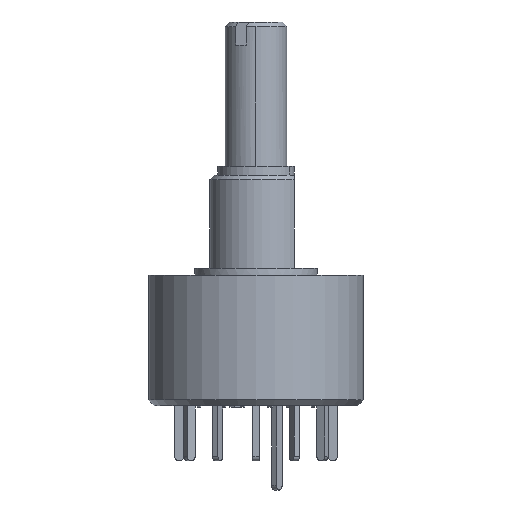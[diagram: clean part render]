
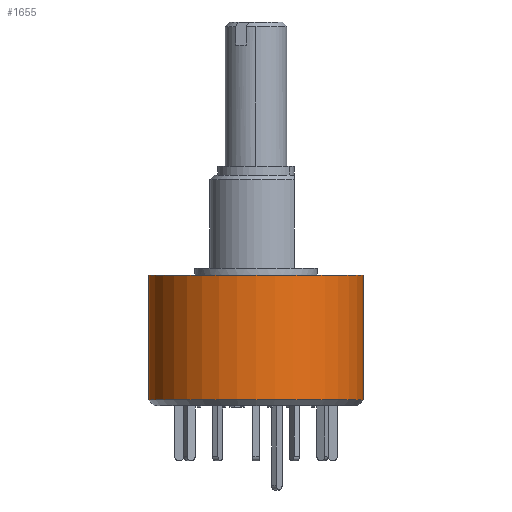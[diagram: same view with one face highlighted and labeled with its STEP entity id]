
A CAD part, left-side view. The second image highlights one B-rep face of the part: STEP entity #1655.
In plain terms, the highlighted cylindrical face has radius 7 mm (diameter 14 mm), a partial arc.
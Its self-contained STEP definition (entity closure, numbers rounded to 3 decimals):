
#104 = EDGE_CURVE ( 'NONE', #5846, #164, #5744, .T. ) ;
#164 = VERTEX_POINT ( 'NONE', #7262 ) ;
#288 = CARTESIAN_POINT ( 'NONE',  ( 0., 7., -0.45 ) ) ;
#363 = DIRECTION ( 'NONE',  ( 0., 0., 1. ) ) ;
#981 = ORIENTED_EDGE ( 'NONE', *, *, #18750, .F. ) ;
#1249 = VERTEX_POINT ( 'NONE', #13268 ) ;
#1581 = DIRECTION ( 'NONE',  ( 0., 0., -1. ) ) ;
#1655 = ADVANCED_FACE ( 'NONE', ( #3293 ), #11209, .T. ) ;
#2361 = DIRECTION ( 'NONE',  ( 0., 1., 0. ) ) ;
#3293 = FACE_OUTER_BOUND ( 'NONE', #15677, .T. ) ;
#3561 = DIRECTION ( 'NONE',  ( 0., -1., 0. ) ) ;
#4109 = ORIENTED_EDGE ( 'NONE', *, *, #17895, .T. ) ;
#4937 = CARTESIAN_POINT ( 'NONE',  ( 0., 0., -0.45 ) ) ;
#5744 = CIRCLE ( 'NONE', #11578, 7. ) ;
#5846 = VERTEX_POINT ( 'NONE', #12037 ) ;
#5936 = DIRECTION ( 'NONE',  ( 0., -1., 0. ) ) ;
#7262 = CARTESIAN_POINT ( 'NONE',  ( 0., -7., -0.45 ) ) ;
#7314 = VERTEX_POINT ( 'NONE', #8687 ) ;
#7417 = LINE ( 'NONE', #288, #18576 ) ;
#7469 = VECTOR ( 'NONE', #1581, 1000. ) ;
#7488 = DIRECTION ( 'NONE',  ( 0., 0., -1. ) ) ;
#7522 = DIRECTION ( 'NONE',  ( 0., 0., 1. ) ) ;
#8687 = CARTESIAN_POINT ( 'NONE',  ( 0., 7., -8.574 ) ) ;
#11209 = CYLINDRICAL_SURFACE ( 'NONE', #15848, 7. ) ;
#11578 = AXIS2_PLACEMENT_3D ( 'NONE', #16175, #7522, #5936 ) ;
#12037 = CARTESIAN_POINT ( 'NONE',  ( 0., 7., -0.45 ) ) ;
#12399 = EDGE_CURVE ( 'NONE', #5846, #7314, #7417, .T. ) ;
#13268 = CARTESIAN_POINT ( 'NONE',  ( 0., -7., -8.574 ) ) ;
#14393 = ORIENTED_EDGE ( 'NONE', *, *, #12399, .T. ) ;
#15677 = EDGE_LOOP ( 'NONE', ( #981, #16926, #14393, #4109 ) ) ;
#15848 = AXIS2_PLACEMENT_3D ( 'NONE', #4937, #18780, #2361 ) ;
#16175 = CARTESIAN_POINT ( 'NONE',  ( 0., 0., -0.45 ) ) ;
#16402 = CIRCLE ( 'NONE', #19129, 7. ) ;
#16926 = ORIENTED_EDGE ( 'NONE', *, *, #104, .F. ) ;
#17895 = EDGE_CURVE ( 'NONE', #7314, #1249, #16402, .T. ) ;
#18221 = CARTESIAN_POINT ( 'NONE',  ( 0., 0., -8.574 ) ) ;
#18576 = VECTOR ( 'NONE', #7488, 1000. ) ;
#18642 = LINE ( 'NONE', #19342, #7469 ) ;
#18750 = EDGE_CURVE ( 'NONE', #164, #1249, #18642, .T. ) ;
#18780 = DIRECTION ( 'NONE',  ( 0., 0., -1. ) ) ;
#19129 = AXIS2_PLACEMENT_3D ( 'NONE', #18221, #363, #3561 ) ;
#19342 = CARTESIAN_POINT ( 'NONE',  ( 0., -7., -0.45 ) ) ;
